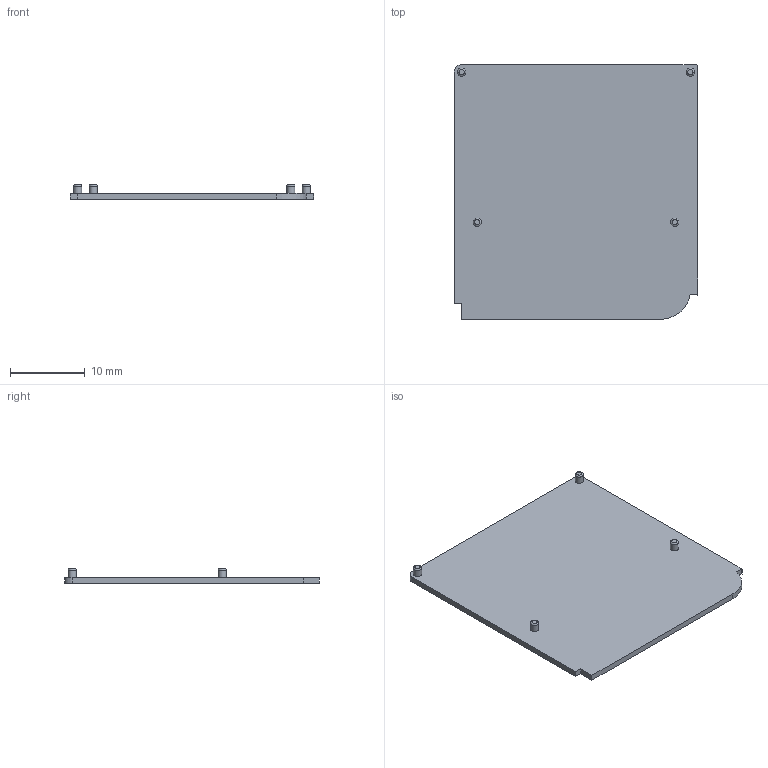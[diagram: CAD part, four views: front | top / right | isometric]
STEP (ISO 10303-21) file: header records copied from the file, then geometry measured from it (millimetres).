
FILE_DESCRIPTION(/* description */ (''),/* implementation_level */ '2;1');
FILE_NAME(/* name */ 'dspico-shell-top-1-4.stp',/* time_stamp */ '2024-07-12T23:28:02+02:00',/* author */ ('Nico'),/* organization */ (''),/* preprocessor_version */ 'ST-DEVELOPER v19',/* originating_system */ 'Autodesk Inventor 2023',/* authorisation */ '');
FILE_SCHEMA (('AUTOMOTIVE_DESIGN { 1 0 10303 214 3 1 1 }'));
Length unit declared in the file: millimetre
Products named in the file (1): dspico-shell
Bounding box: 32.6 x 34.05 x 2 mm (x, y, z)
Volume: 755.3 mm3; surface area: 2340.6 mm2
Topology: 1 solids, 1 shells, 39 faces, 89 edges, 62 vertices
Faces by surface type: plane 24, cylinder 11, torus 4
Full cylindrical faces by diameter (mm): 1.1 x4
Entity records: 1314 total; most frequent: DIRECTION 199, CARTESIAN_POINT 191, ORIENTED_EDGE 178, EDGE_CURVE 89, AXIS2_PLACEMENT_3D 70, LINE 59, VECTOR 59, VERTEX_POINT 58
